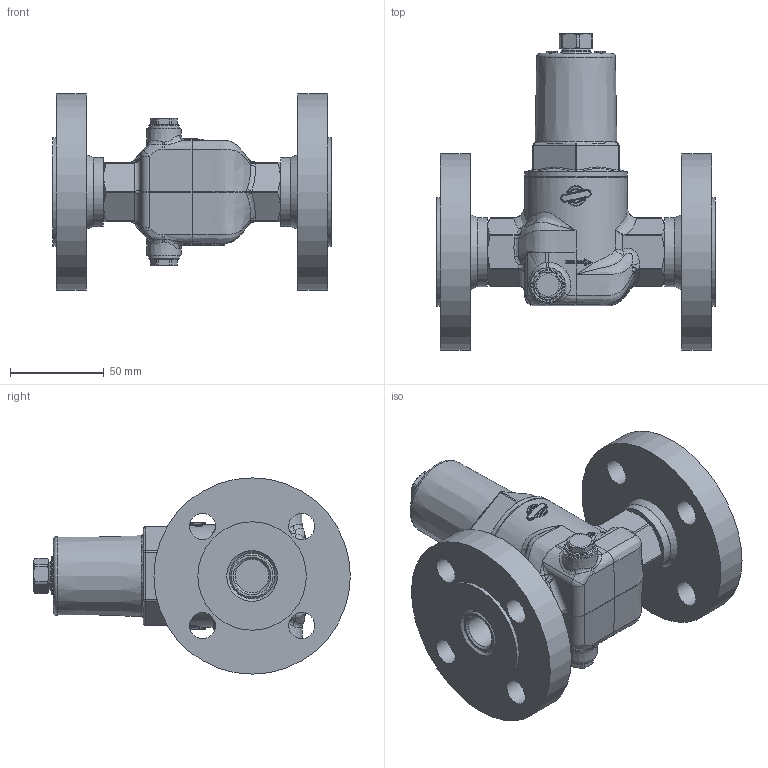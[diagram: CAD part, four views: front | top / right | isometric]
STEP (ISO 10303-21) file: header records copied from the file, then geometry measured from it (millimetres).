
FILE_DESCRIPTION(/* description */ (''),/* implementation_level */ '2;1');
FILE_NAME(/* name */ '083203-000A0.stp',/* time_stamp */ '2022-07-07T15:56:51+02:00',/* author */ ('junkers'),/* organization */ (''),/* preprocessor_version */ 'ST-DEVELOPER v19',/* originating_system */ 'Autodesk Inventor 2023',/* authorisation */ '');
FILE_SCHEMA (('AUTOMOTIVE_DESIGN { 1 0 10303 214 3 1 1 }'));
Products named in the file (1): 083203-step
Bounding box: 149 x 169.28 x 105 mm (x, y, z)
Volume: 608162.1 mm3; surface area: 84738 mm2
Topology: 1 solids, 1 shells, 853 faces, 2183 edges, 1350 vertices
Faces by surface type: bspline 415, plane 186, cylinder 145, cone 40, sphere 38, torus 29
Full cylindrical faces by diameter (mm): 2 x1, 10 x1, 10.2 x1, 14 x8, 15 x1, 16.5 x2, 18 x2, 37 x2, 50 x1, 55 x2, 58 x2, 105 x2
Entity records: 41985 total; most frequent: CARTESIAN_POINT 24543, ORIENTED_EDGE 4324, DIRECTION 2478, EDGE_CURVE 2162, VERTEX_POINT 1350, B_SPLINE_CURVE_WITH_KNOTS 1104, AXIS2_PLACEMENT_3D 1031, EDGE_LOOP 908
